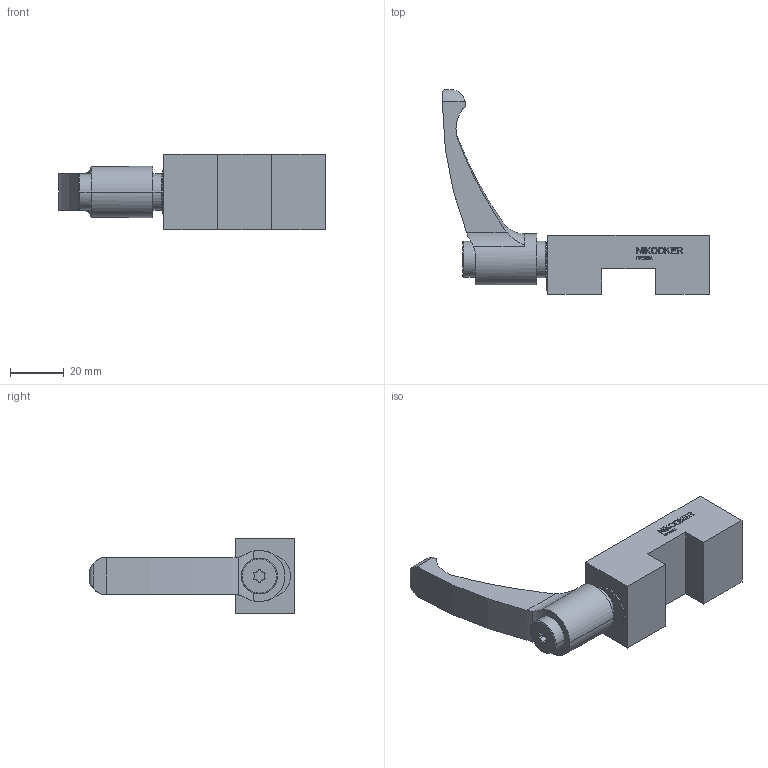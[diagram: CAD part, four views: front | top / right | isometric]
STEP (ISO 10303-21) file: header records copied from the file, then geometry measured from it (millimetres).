
FILE_DESCRIPTION((''),'2;1');
FILE_NAME('FF2001A','2023-07-01T21:38:09',('lx'),(''),'CREO PARAMETRIC BY PTC INC, 2018100','CREO PARAMETRIC BY PTC INC, 2018100','');
FILE_SCHEMA(('CONFIG_CONTROL_DESIGN'));
Length unit declared in the file: millimetre
Products named in the file (1): FF2001A
Bounding box: 99 x 76 x 28 mm (x, y, z)
Volume: 44531 mm3; surface area: 15426.8 mm2
Topology: 1 solids, 3 shells, 414 faces, 1137 edges, 758 vertices
Faces by surface type: plane 353, cylinder 51, cone 4, torus 4, bspline 2
Entity records: 13175 total; most frequent: CARTESIAN_POINT 2534, ORIENTED_EDGE 2272, DIRECTION 2047, EDGE_CURVE 1137, VECTOR 997, LINE 997, VERTEX_POINT 758, AXIS2_PLACEMENT_3D 525
